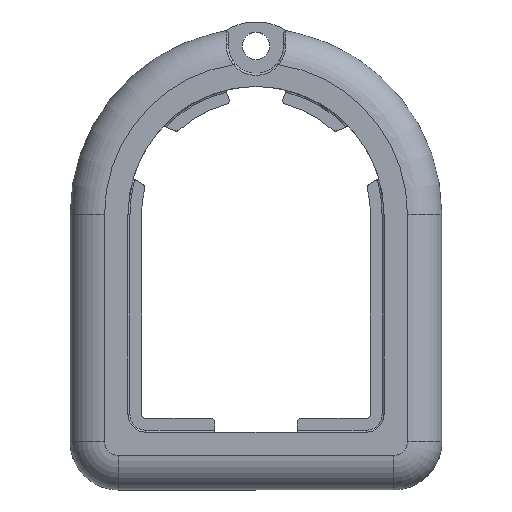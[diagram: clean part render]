
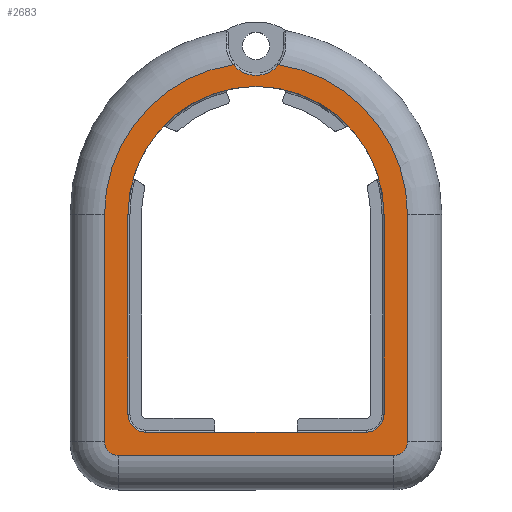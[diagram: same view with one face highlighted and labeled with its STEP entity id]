
A CAD part, top view. The second image highlights one B-rep face of the part: STEP entity #2683.
In plain terms, the highlighted planar face has unit normal (0, 0, 1).
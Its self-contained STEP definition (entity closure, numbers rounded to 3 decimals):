
#75 = CARTESIAN_POINT ( 'NONE',  ( -11., -16.5, 6.5 ) ) ;
#146 = CARTESIAN_POINT ( 'NONE',  ( -11., 0., 6.5 ) ) ;
#193 = CARTESIAN_POINT ( 'NONE',  ( -9.3, 0., 6.5 ) ) ;
#287 = ORIENTED_EDGE ( 'NONE', *, *, #3803, .T. ) ;
#345 = ORIENTED_EDGE ( 'NONE', *, *, #3901, .F. ) ;
#398 = CIRCLE ( 'NONE', #844, 9.3 ) ;
#416 = VERTEX_POINT ( 'NONE', #3941 ) ;
#424 = CARTESIAN_POINT ( 'NONE',  ( 8., -15.8, 6.5 ) ) ;
#505 = PLANE ( 'NONE',  #5237 ) ;
#512 = CARTESIAN_POINT ( 'NONE',  ( 10., -17.5, 6.5 ) ) ;
#569 = VECTOR ( 'NONE', #2040, 1000. ) ;
#598 = CARTESIAN_POINT ( 'NONE',  ( 0., 0., 6.5 ) ) ;
#634 = VECTOR ( 'NONE', #5241, 1000. ) ;
#641 = CARTESIAN_POINT ( 'NONE',  ( 9.3, -14.5, 6.5 ) ) ;
#674 = CARTESIAN_POINT ( 'NONE',  ( 8., -14.5, 6.5 ) ) ;
#699 = DIRECTION ( 'NONE',  ( 1., 0., 0. ) ) ;
#726 = CIRCLE ( 'NONE', #1009, 2.15 ) ;
#745 = VERTEX_POINT ( 'NONE', #146 ) ;
#832 = LINE ( 'NONE', #5617, #5753 ) ;
#835 = CARTESIAN_POINT ( 'NONE',  ( 0., 0., 6.5 ) ) ;
#844 = AXIS2_PLACEMENT_3D ( 'NONE', #1222, #2619, #4915 ) ;
#898 = DIRECTION ( 'NONE',  ( -1., 0., 0. ) ) ;
#907 = ORIENTED_EDGE ( 'NONE', *, *, #5284, .T. ) ;
#998 = VERTEX_POINT ( 'NONE', #424 ) ;
#1009 = AXIS2_PLACEMENT_3D ( 'NONE', #5143, #2954, #2894 ) ;
#1105 = CIRCLE ( 'NONE', #5450, 11. ) ;
#1196 = DIRECTION ( 'NONE',  ( 1., 0., 0. ) ) ;
#1222 = CARTESIAN_POINT ( 'NONE',  ( 0., 0., 6.5 ) ) ;
#1230 = EDGE_CURVE ( 'NONE', #416, #3787, #726, .T. ) ;
#1241 = LINE ( 'NONE', #3530, #4927 ) ;
#1455 = CIRCLE ( 'NONE', #4085, 1. ) ;
#1551 = ORIENTED_EDGE ( 'NONE', *, *, #3329, .T. ) ;
#1609 = EDGE_CURVE ( 'NONE', #3787, #745, #3194, .T. ) ;
#1652 = ORIENTED_EDGE ( 'NONE', *, *, #1230, .T. ) ;
#1721 = CARTESIAN_POINT ( 'NONE',  ( -8., -14.5, 6.5 ) ) ;
#1811 = CARTESIAN_POINT ( 'NONE',  ( -10., -16.5, 6.5 ) ) ;
#1882 = VERTEX_POINT ( 'NONE', #512 ) ;
#1934 = LINE ( 'NONE', #641, #634 ) ;
#1940 = VERTEX_POINT ( 'NONE', #75 ) ;
#1943 = FACE_OUTER_BOUND ( 'NONE', #2220, .T. ) ;
#1948 = DIRECTION ( 'NONE',  ( 1., 0., 0. ) ) ;
#2012 = LINE ( 'NONE', #2870, #5395 ) ;
#2040 = DIRECTION ( 'NONE',  ( 1., 0., 0. ) ) ;
#2049 = CIRCLE ( 'NONE', #3752, 1.3 ) ;
#2078 = DIRECTION ( 'NONE',  ( 0., 0., 1. ) ) ;
#2086 = FACE_BOUND ( 'NONE', #5932, .T. ) ;
#2091 = EDGE_CURVE ( 'NONE', #2950, #1882, #3679, .T. ) ;
#2126 = ORIENTED_EDGE ( 'NONE', *, *, #5527, .T. ) ;
#2169 = EDGE_CURVE ( 'NONE', #998, #2499, #2237, .T. ) ;
#2220 = EDGE_LOOP ( 'NONE', ( #3714, #1652, #5637, #1551, #2126, #2449, #287, #907 ) ) ;
#2237 = CIRCLE ( 'NONE', #3549, 1.3 ) ;
#2253 = DIRECTION ( 'NONE',  ( 0., 0., 1. ) ) ;
#2340 = CARTESIAN_POINT ( 'NONE',  ( 11., -16.5, 6.5 ) ) ;
#2449 = ORIENTED_EDGE ( 'NONE', *, *, #2091, .T. ) ;
#2499 = VERTEX_POINT ( 'NONE', #5713 ) ;
#2591 = CARTESIAN_POINT ( 'NONE',  ( -10., -17.5, 6.5 ) ) ;
#2619 = DIRECTION ( 'NONE',  ( 0., 0., 1. ) ) ;
#2625 = DIRECTION ( 'NONE',  ( 0., 0., 1. ) ) ;
#2683 = ADVANCED_FACE ( 'NONE', ( #1943, #2086 ), #505, .F. ) ;
#2703 = DIRECTION ( 'NONE',  ( 0., 0., 1. ) ) ;
#2846 = EDGE_CURVE ( 'NONE', #2499, #4940, #1934, .T. ) ;
#2848 = DIRECTION ( 'NONE',  ( 0., -1., 0. ) ) ;
#2860 = LINE ( 'NONE', #193, #3925 ) ;
#2870 = CARTESIAN_POINT ( 'NONE',  ( -11., 0., 6.5 ) ) ;
#2894 = DIRECTION ( 'NONE',  ( -1., 0., 0. ) ) ;
#2950 = VERTEX_POINT ( 'NONE', #2591 ) ;
#2954 = DIRECTION ( 'NONE',  ( 0., 0., -1. ) ) ;
#3068 = AXIS2_PLACEMENT_3D ( 'NONE', #4212, #3286, #5184 ) ;
#3137 = CARTESIAN_POINT ( 'NONE',  ( 9.3, 0., 6.5 ) ) ;
#3171 = CIRCLE ( 'NONE', #3068, 1. ) ;
#3194 = CIRCLE ( 'NONE', #4222, 11. ) ;
#3243 = VERTEX_POINT ( 'NONE', #5462 ) ;
#3286 = DIRECTION ( 'NONE',  ( 0., 0., 1. ) ) ;
#3292 = CARTESIAN_POINT ( 'NONE',  ( 11., 0., 6.5 ) ) ;
#3329 = EDGE_CURVE ( 'NONE', #745, #1940, #2012, .T. ) ;
#3357 = ORIENTED_EDGE ( 'NONE', *, *, #5215, .F. ) ;
#3399 = DIRECTION ( 'NONE',  ( -1., 0., 0. ) ) ;
#3419 = CARTESIAN_POINT ( 'NONE',  ( -9.3, -14.5, 6.5 ) ) ;
#3427 = ORIENTED_EDGE ( 'NONE', *, *, #2169, .F. ) ;
#3493 = DIRECTION ( 'NONE',  ( 0., -1., 0. ) ) ;
#3530 = CARTESIAN_POINT ( 'NONE',  ( 11., 0., 6.5 ) ) ;
#3549 = AXIS2_PLACEMENT_3D ( 'NONE', #674, #2078, #699 ) ;
#3679 = LINE ( 'NONE', #4301, #569 ) ;
#3714 = ORIENTED_EDGE ( 'NONE', *, *, #5535, .T. ) ;
#3723 = CARTESIAN_POINT ( 'NONE',  ( -9.3, 0., 6.5 ) ) ;
#3752 = AXIS2_PLACEMENT_3D ( 'NONE', #1721, #2625, #1196 ) ;
#3759 = CARTESIAN_POINT ( 'NONE',  ( 0., 0., 6.5 ) ) ;
#3787 = VERTEX_POINT ( 'NONE', #4919 ) ;
#3803 = EDGE_CURVE ( 'NONE', #1882, #4396, #3171, .T. ) ;
#3901 = EDGE_CURVE ( 'NONE', #3243, #998, #832, .T. ) ;
#3925 = VECTOR ( 'NONE', #3493, 1000. ) ;
#3941 = CARTESIAN_POINT ( 'NONE',  ( 1.653, 10.875, 6.5 ) ) ;
#4085 = AXIS2_PLACEMENT_3D ( 'NONE', #1811, #2703, #5022 ) ;
#4163 = EDGE_CURVE ( 'NONE', #4940, #4982, #398, .T. ) ;
#4212 = CARTESIAN_POINT ( 'NONE',  ( 10., -16.5, 6.5 ) ) ;
#4222 = AXIS2_PLACEMENT_3D ( 'NONE', #598, #4743, #3399 ) ;
#4301 = CARTESIAN_POINT ( 'NONE',  ( 0., -17.5, 6.5 ) ) ;
#4396 = VERTEX_POINT ( 'NONE', #2340 ) ;
#4459 = DIRECTION ( 'NONE',  ( 0., 1., 0. ) ) ;
#4633 = VERTEX_POINT ( 'NONE', #3419 ) ;
#4743 = DIRECTION ( 'NONE',  ( 0., 0., 1. ) ) ;
#4913 = ORIENTED_EDGE ( 'NONE', *, *, #2846, .F. ) ;
#4915 = DIRECTION ( 'NONE',  ( 1., 0., 0. ) ) ;
#4919 = CARTESIAN_POINT ( 'NONE',  ( -1.653, 10.875, 6.5 ) ) ;
#4927 = VECTOR ( 'NONE', #4459, 1000. ) ;
#4940 = VERTEX_POINT ( 'NONE', #3137 ) ;
#4961 = VERTEX_POINT ( 'NONE', #3292 ) ;
#4982 = VERTEX_POINT ( 'NONE', #3723 ) ;
#5022 = DIRECTION ( 'NONE',  ( -1., 0., 0. ) ) ;
#5066 = ORIENTED_EDGE ( 'NONE', *, *, #4163, .F. ) ;
#5115 = DIRECTION ( 'NONE',  ( 0., 0., -1. ) ) ;
#5143 = CARTESIAN_POINT ( 'NONE',  ( 0., 12.25, 6.5 ) ) ;
#5184 = DIRECTION ( 'NONE',  ( -1., 0., 0. ) ) ;
#5215 = EDGE_CURVE ( 'NONE', #4982, #4633, #2860, .T. ) ;
#5237 = AXIS2_PLACEMENT_3D ( 'NONE', #3759, #5115, #5597 ) ;
#5241 = DIRECTION ( 'NONE',  ( 0., 1., 0. ) ) ;
#5284 = EDGE_CURVE ( 'NONE', #4396, #4961, #1241, .T. ) ;
#5371 = ORIENTED_EDGE ( 'NONE', *, *, #5869, .F. ) ;
#5395 = VECTOR ( 'NONE', #2848, 1000. ) ;
#5450 = AXIS2_PLACEMENT_3D ( 'NONE', #835, #2253, #898 ) ;
#5462 = CARTESIAN_POINT ( 'NONE',  ( -8., -15.8, 6.5 ) ) ;
#5527 = EDGE_CURVE ( 'NONE', #1940, #2950, #1455, .T. ) ;
#5535 = EDGE_CURVE ( 'NONE', #4961, #416, #1105, .T. ) ;
#5597 = DIRECTION ( 'NONE',  ( -1., 0., 0. ) ) ;
#5617 = CARTESIAN_POINT ( 'NONE',  ( -8., -15.8, 6.5 ) ) ;
#5637 = ORIENTED_EDGE ( 'NONE', *, *, #1609, .T. ) ;
#5713 = CARTESIAN_POINT ( 'NONE',  ( 9.3, -14.5, 6.5 ) ) ;
#5753 = VECTOR ( 'NONE', #1948, 1000. ) ;
#5869 = EDGE_CURVE ( 'NONE', #4633, #3243, #2049, .T. ) ;
#5932 = EDGE_LOOP ( 'NONE', ( #5066, #4913, #3427, #345, #5371, #3357 ) ) ;
